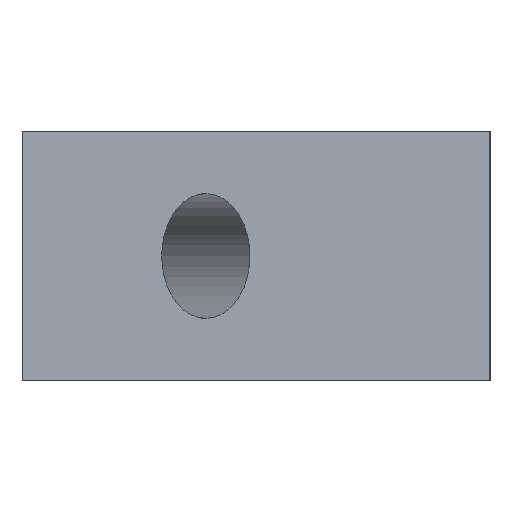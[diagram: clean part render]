
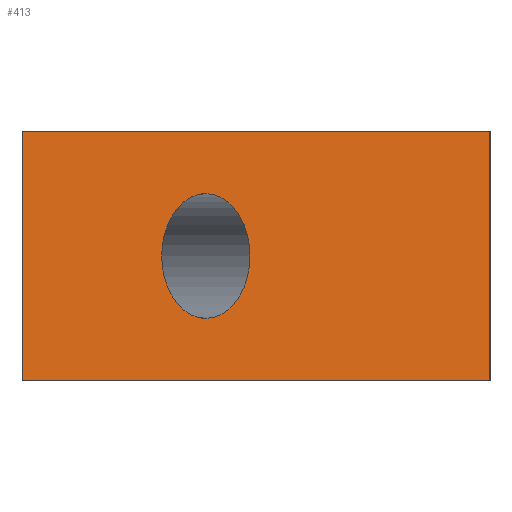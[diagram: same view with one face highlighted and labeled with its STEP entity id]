
A CAD part, left-side view. The second image highlights one B-rep face of the part: STEP entity #413.
In plain terms, the highlighted planar face has unit normal (-0.707, -0.707, 0).
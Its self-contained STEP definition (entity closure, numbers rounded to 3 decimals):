
#16=FACE_BOUND('',#80,.T.);
#30=PLANE('',#485);
#54=FACE_OUTER_BOUND('',#79,.T.);
#79=EDGE_LOOP('',(#337,#338,#339,#340));
#80=EDGE_LOOP('',(#341));
#120=LINE('',#702,#151);
#121=LINE('',#705,#152);
#122=LINE('',#707,#153);
#123=LINE('',#708,#154);
#151=VECTOR('',#590,10.);
#152=VECTOR('',#593,10.);
#153=VECTOR('',#594,10.);
#154=VECTOR('',#595,10.);
#178=CIRCLE('',#474,3.);
#197=VERTEX_POINT('',#674);
#204=VERTEX_POINT('',#696);
#206=VERTEX_POINT('',#700);
#207=VERTEX_POINT('',#704);
#208=VERTEX_POINT('',#706);
#243=EDGE_CURVE('',#197,#197,#178,.T.);
#255=EDGE_CURVE('',#204,#206,#120,.T.);
#256=EDGE_CURVE('',#204,#207,#121,.T.);
#257=EDGE_CURVE('',#208,#206,#122,.T.);
#258=EDGE_CURVE('',#207,#208,#123,.T.);
#337=ORIENTED_EDGE('',*,*,#256,.F.);
#338=ORIENTED_EDGE('',*,*,#255,.T.);
#339=ORIENTED_EDGE('',*,*,#257,.F.);
#340=ORIENTED_EDGE('',*,*,#258,.F.);
#341=ORIENTED_EDGE('',*,*,#243,.T.);
#413=ADVANCED_FACE('',(#54,#16),#30,.T.);
#474=AXIS2_PLACEMENT_3D('',#676,#562,#563);
#485=AXIS2_PLACEMENT_3D('',#703,#591,#592);
#562=DIRECTION('center_axis',(0.707,0.707,0.));
#563=DIRECTION('ref_axis',(-0.707,0.707,0.));
#590=DIRECTION('',(0.,0.,-1.));
#591=DIRECTION('center_axis',(-0.707,-0.707,0.));
#592=DIRECTION('ref_axis',(-0.707,0.707,0.));
#593=DIRECTION('',(0.707,-0.707,0.));
#594=DIRECTION('',(-0.707,0.707,0.));
#595=DIRECTION('',(0.,0.,-1.));
#674=CARTESIAN_POINT('',(-11.54,11.54,-6.));
#676=CARTESIAN_POINT('Origin',(-13.661,13.661,-6.));
#696=CARTESIAN_POINT('',(-22.5,22.5,0.));
#700=CARTESIAN_POINT('',(-22.5,22.5,-12.));
#702=CARTESIAN_POINT('',(-22.5,22.5,0.));
#703=CARTESIAN_POINT('Origin',(0.,0.,0.));
#704=CARTESIAN_POINT('',(0.,0.,0.));
#705=CARTESIAN_POINT('',(-22.5,22.5,0.));
#706=CARTESIAN_POINT('',(0.,0.,-12.));
#707=CARTESIAN_POINT('',(-22.5,22.5,-12.));
#708=CARTESIAN_POINT('',(0.,0.,0.));
